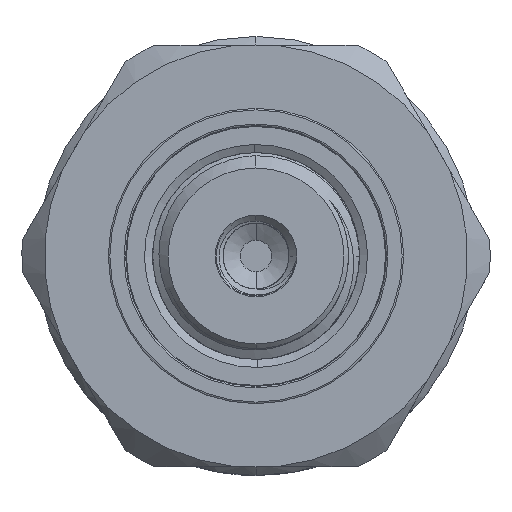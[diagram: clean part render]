
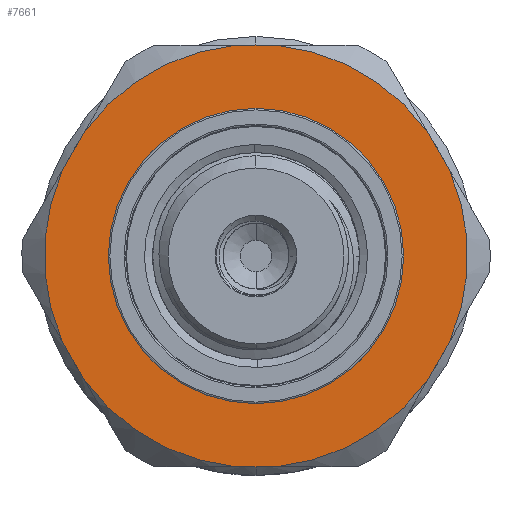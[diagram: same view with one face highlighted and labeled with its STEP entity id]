
A CAD part, front view. The second image highlights one B-rep face of the part: STEP entity #7661.
In plain terms, the highlighted planar face has unit normal (0, -1, 0).
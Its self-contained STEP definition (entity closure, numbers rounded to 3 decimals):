
#5 = ORIENTED_EDGE ( 'NONE', *, *, #6977, .F. ) ;
#17 = VERTEX_POINT ( 'NONE', #9198 ) ;
#103 = CARTESIAN_POINT ( 'NONE',  ( 0., -3., 0. ) ) ;
#186 = DIRECTION ( 'NONE',  ( 0.5, 0., 0.866 ) ) ;
#256 = AXIS2_PLACEMENT_3D ( 'NONE', #845, #11321, #2960 ) ;
#294 = CARTESIAN_POINT ( 'NONE',  ( -10.904, -3., -7.913 ) ) ;
#317 = AXIS2_PLACEMENT_3D ( 'NONE', #7762, #12993, #9753 ) ;
#373 = CARTESIAN_POINT ( 'NONE',  ( 0., -3., 0. ) ) ;
#508 = DIRECTION ( 'NONE',  ( -1., 0., 0. ) ) ;
#661 = VERTEX_POINT ( 'NONE', #7239 ) ;
#713 = ORIENTED_EDGE ( 'NONE', *, *, #6734, .T. ) ;
#836 = EDGE_CURVE ( 'NONE', #4472, #11450, #10520, .T. ) ;
#845 = CARTESIAN_POINT ( 'NONE',  ( 0., -3., 0. ) ) ;
#929 = DIRECTION ( 'NONE',  ( 0.5, 0., -0.866 ) ) ;
#940 = DIRECTION ( 'NONE',  ( 0., -1., 0. ) ) ;
#1114 = CIRCLE ( 'NONE', #256, 13.473 ) ;
#1207 = CARTESIAN_POINT ( 'NONE',  ( 0., -3., -9.4 ) ) ;
#1216 = CARTESIAN_POINT ( 'NONE',  ( 11.605, -3., -6.7 ) ) ;
#1425 = VERTEX_POINT ( 'NONE', #7066 ) ;
#1469 = CARTESIAN_POINT ( 'NONE',  ( 10.904, -3., -7.913 ) ) ;
#1711 = EDGE_LOOP ( 'NONE', ( #3867, #3215, #13405, #12009, #8528, #11401, #713, #5223, #4946, #9096, #2685, #3646 ) ) ;
#1778 = CARTESIAN_POINT ( 'NONE',  ( 0., -3., -13.4 ) ) ;
#1813 = EDGE_CURVE ( 'NONE', #6709, #12805, #6030, .T. ) ;
#1849 = DIRECTION ( 'NONE',  ( 0., 0., -1. ) ) ;
#2031 = DIRECTION ( 'NONE',  ( 0., 0., -1. ) ) ;
#2289 = AXIS2_PLACEMENT_3D ( 'NONE', #7445, #11527, #11395 ) ;
#2415 = DIRECTION ( 'NONE',  ( 0., 0., -1. ) ) ;
#2461 = CARTESIAN_POINT ( 'NONE',  ( -1.4, -3., -13.4 ) ) ;
#2505 = CIRCLE ( 'NONE', #2289, 13.473 ) ;
#2527 = DIRECTION ( 'NONE',  ( -0.5, 0., 0.866 ) ) ;
#2685 = ORIENTED_EDGE ( 'NONE', *, *, #9043, .T. ) ;
#2780 = VERTEX_POINT ( 'NONE', #2461 ) ;
#2883 = CARTESIAN_POINT ( 'NONE',  ( 0., -3., 0. ) ) ;
#2920 = AXIS2_PLACEMENT_3D ( 'NONE', #373, #11663, #2415 ) ;
#2950 = AXIS2_PLACEMENT_3D ( 'NONE', #2883, #4038, #10169 ) ;
#2960 = DIRECTION ( 'NONE',  ( 0., 0., -1. ) ) ;
#3086 = EDGE_CURVE ( 'NONE', #12809, #11735, #3259, .T. ) ;
#3114 = CARTESIAN_POINT ( 'NONE',  ( 0., -3., 0. ) ) ;
#3124 = LINE ( 'NONE', #1216, #9293 ) ;
#3155 = EDGE_CURVE ( 'NONE', #11450, #10249, #3124, .T. ) ;
#3215 = ORIENTED_EDGE ( 'NONE', *, *, #9807, .T. ) ;
#3259 = LINE ( 'NONE', #5368, #9959 ) ;
#3288 = ORIENTED_EDGE ( 'NONE', *, *, #8373, .F. ) ;
#3646 = ORIENTED_EDGE ( 'NONE', *, *, #1813, .T. ) ;
#3704 = CARTESIAN_POINT ( 'NONE',  ( 0., -3., 13.4 ) ) ;
#3867 = ORIENTED_EDGE ( 'NONE', *, *, #12895, .T. ) ;
#4038 = DIRECTION ( 'NONE',  ( 0., -1., 0. ) ) ;
#4061 = CARTESIAN_POINT ( 'NONE',  ( -12.305, -3., -5.487 ) ) ;
#4157 = EDGE_CURVE ( 'NONE', #6974, #1425, #4701, .T. ) ;
#4440 = CIRCLE ( 'NONE', #4650, 13.473 ) ;
#4472 = VERTEX_POINT ( 'NONE', #7297 ) ;
#4650 = AXIS2_PLACEMENT_3D ( 'NONE', #103, #8269, #12298 ) ;
#4701 = LINE ( 'NONE', #7622, #11312 ) ;
#4784 = VECTOR ( 'NONE', #929, 1000. ) ;
#4946 = ORIENTED_EDGE ( 'NONE', *, *, #5634, .T. ) ;
#5111 = DIRECTION ( 'NONE',  ( 0., -1., 0. ) ) ;
#5223 = ORIENTED_EDGE ( 'NONE', *, *, #7945, .T. ) ;
#5368 = CARTESIAN_POINT ( 'NONE',  ( -11.605, -3., 6.7 ) ) ;
#5498 = VERTEX_POINT ( 'NONE', #10241 ) ;
#5567 = EDGE_LOOP ( 'NONE', ( #3288, #5 ) ) ;
#5634 = EDGE_CURVE ( 'NONE', #5498, #12809, #1114, .T. ) ;
#5943 = AXIS2_PLACEMENT_3D ( 'NONE', #7009, #11164, #1849 ) ;
#6030 = LINE ( 'NONE', #13163, #4784 ) ;
#6323 = VECTOR ( 'NONE', #7008, 1000. ) ;
#6374 = PLANE ( 'NONE',  #13112 ) ;
#6430 = CARTESIAN_POINT ( 'NONE',  ( 12.305, -3., -5.487 ) ) ;
#6709 = VERTEX_POINT ( 'NONE', #4061 ) ;
#6734 = EDGE_CURVE ( 'NONE', #1425, #17, #4440, .T. ) ;
#6830 = CIRCLE ( 'NONE', #2920, 13.473 ) ;
#6974 = VERTEX_POINT ( 'NONE', #8018 ) ;
#6977 = EDGE_CURVE ( 'NONE', #7858, #661, #10735, .T. ) ;
#7008 = DIRECTION ( 'NONE',  ( 1., 0., 0. ) ) ;
#7009 = CARTESIAN_POINT ( 'NONE',  ( 0., -3., 0. ) ) ;
#7066 = CARTESIAN_POINT ( 'NONE',  ( 10.904, -3., 7.913 ) ) ;
#7126 = FACE_OUTER_BOUND ( 'NONE', #1711, .T. ) ;
#7239 = CARTESIAN_POINT ( 'NONE',  ( 0., -3., 9.4 ) ) ;
#7297 = CARTESIAN_POINT ( 'NONE',  ( 1.4, -3., -13.4 ) ) ;
#7445 = CARTESIAN_POINT ( 'NONE',  ( 0., -3., 0. ) ) ;
#7622 = CARTESIAN_POINT ( 'NONE',  ( 11.605, -3., 6.7 ) ) ;
#7661 = ADVANCED_FACE ( 'NONE', ( #9370, #7126 ), #6374, .T. ) ;
#7702 = CIRCLE ( 'NONE', #317, 9.4 ) ;
#7762 = CARTESIAN_POINT ( 'NONE',  ( 0., -3., 0. ) ) ;
#7858 = VERTEX_POINT ( 'NONE', #1207 ) ;
#7945 = EDGE_CURVE ( 'NONE', #17, #5498, #9839, .T. ) ;
#8018 = CARTESIAN_POINT ( 'NONE',  ( 12.305, -3., 5.487 ) ) ;
#8269 = DIRECTION ( 'NONE',  ( 0., -1., 0. ) ) ;
#8285 = DIRECTION ( 'NONE',  ( -0.5, 0., -0.866 ) ) ;
#8373 = EDGE_CURVE ( 'NONE', #661, #7858, #7702, .T. ) ;
#8528 = ORIENTED_EDGE ( 'NONE', *, *, #13445, .T. ) ;
#9021 = CIRCLE ( 'NONE', #2950, 13.473 ) ;
#9043 = EDGE_CURVE ( 'NONE', #11735, #6709, #6830, .T. ) ;
#9096 = ORIENTED_EDGE ( 'NONE', *, *, #3086, .T. ) ;
#9118 = DIRECTION ( 'NONE',  ( 0., 0., -1. ) ) ;
#9198 = CARTESIAN_POINT ( 'NONE',  ( 1.4, -3., 13.4 ) ) ;
#9293 = VECTOR ( 'NONE', #186, 1000. ) ;
#9370 = FACE_BOUND ( 'NONE', #5567, .T. ) ;
#9753 = DIRECTION ( 'NONE',  ( 0., 0., -1. ) ) ;
#9807 = EDGE_CURVE ( 'NONE', #2780, #4472, #10279, .T. ) ;
#9839 = LINE ( 'NONE', #3704, #12903 ) ;
#9959 = VECTOR ( 'NONE', #8285, 1000. ) ;
#10169 = DIRECTION ( 'NONE',  ( 0., 0., -1. ) ) ;
#10241 = CARTESIAN_POINT ( 'NONE',  ( -1.4, -3., 13.4 ) ) ;
#10249 = VERTEX_POINT ( 'NONE', #6430 ) ;
#10279 = LINE ( 'NONE', #1778, #6323 ) ;
#10520 = CIRCLE ( 'NONE', #13330, 13.473 ) ;
#10735 = CIRCLE ( 'NONE', #5943, 9.4 ) ;
#11164 = DIRECTION ( 'NONE',  ( 0., -1., 0. ) ) ;
#11234 = CARTESIAN_POINT ( 'NONE',  ( 0., -3., 0. ) ) ;
#11312 = VECTOR ( 'NONE', #2527, 1000. ) ;
#11321 = DIRECTION ( 'NONE',  ( 0., -1., 0. ) ) ;
#11395 = DIRECTION ( 'NONE',  ( 0., 0., -1. ) ) ;
#11401 = ORIENTED_EDGE ( 'NONE', *, *, #4157, .T. ) ;
#11450 = VERTEX_POINT ( 'NONE', #1469 ) ;
#11527 = DIRECTION ( 'NONE',  ( 0., -1., 0. ) ) ;
#11663 = DIRECTION ( 'NONE',  ( 0., -1., 0. ) ) ;
#11735 = VERTEX_POINT ( 'NONE', #13257 ) ;
#12009 = ORIENTED_EDGE ( 'NONE', *, *, #3155, .T. ) ;
#12298 = DIRECTION ( 'NONE',  ( 0., 0., -1. ) ) ;
#12805 = VERTEX_POINT ( 'NONE', #294 ) ;
#12809 = VERTEX_POINT ( 'NONE', #13115 ) ;
#12895 = EDGE_CURVE ( 'NONE', #12805, #2780, #2505, .T. ) ;
#12903 = VECTOR ( 'NONE', #508, 1000. ) ;
#12993 = DIRECTION ( 'NONE',  ( 0., -1., 0. ) ) ;
#13112 = AXIS2_PLACEMENT_3D ( 'NONE', #3114, #940, #2031 ) ;
#13115 = CARTESIAN_POINT ( 'NONE',  ( -10.904, -3., 7.913 ) ) ;
#13163 = CARTESIAN_POINT ( 'NONE',  ( -11.605, -3., -6.7 ) ) ;
#13257 = CARTESIAN_POINT ( 'NONE',  ( -12.305, -3., 5.487 ) ) ;
#13330 = AXIS2_PLACEMENT_3D ( 'NONE', #11234, #5111, #9118 ) ;
#13405 = ORIENTED_EDGE ( 'NONE', *, *, #836, .T. ) ;
#13445 = EDGE_CURVE ( 'NONE', #10249, #6974, #9021, .T. ) ;
